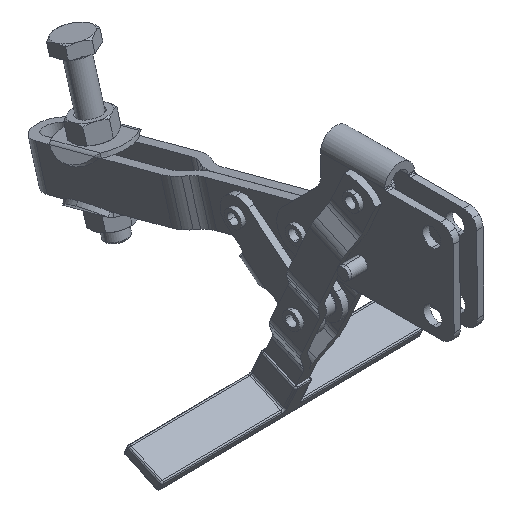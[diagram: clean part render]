
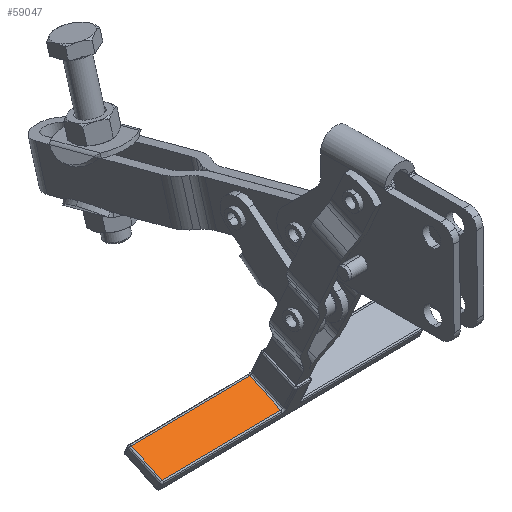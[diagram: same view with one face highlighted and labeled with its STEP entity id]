
A CAD part, isometric view. The second image highlights one B-rep face of the part: STEP entity #59047.
In plain terms, the highlighted planar face has unit normal (-0.011, -0.416, 0.909).
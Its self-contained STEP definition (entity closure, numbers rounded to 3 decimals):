
#101=CARTESIAN_POINT('',(-159.072,6.763,-273.721));
#102=VERTEX_POINT('',#101);
#110=CARTESIAN_POINT('',(-103.576,6.763,-273.027));
#111=VERTEX_POINT('',#110);
#112=CARTESIAN_POINT('',(-159.072,6.763,-273.721));
#113=DIRECTION('',(1.,0.,0.013));
#114=VECTOR('',#113,55.5);
#115=LINE('',#112,#114);
#116=EDGE_CURVE('',#102,#111,#115,.T.);
#223=CARTESIAN_POINT('',(-103.493,-7.783,-279.691));
#224=VERTEX_POINT('',#223);
#232=CARTESIAN_POINT('',(-158.989,-7.783,-280.385));
#233=VERTEX_POINT('',#232);
#234=CARTESIAN_POINT('',(-103.493,-7.783,-279.691));
#235=DIRECTION('',(-1.,0.,-0.013));
#236=VECTOR('',#235,55.5);
#237=LINE('',#234,#236);
#238=EDGE_CURVE('',#224,#233,#237,.T.);
#272=CARTESIAN_POINT('',(-158.989,-7.783,-280.385));
#273=DIRECTION('',(-0.005,0.909,0.416));
#274=VECTOR('',#273,16.);
#275=LINE('',#272,#274);
#276=EDGE_CURVE('',#233,#102,#275,.T.);
#59031=CARTESIAN_POINT('',(-166.735,-8.692,-280.899));
#59032=DIRECTION('',(0.011,0.417,-0.909));
#59033=DIRECTION('',(-1.,0.,-0.013));
#59034=AXIS2_PLACEMENT_3D('',#59031,#59032,#59033);
#59035=PLANE('',#59034);
#59036=ORIENTED_EDGE('',*,*,#238,.F.);
#59037=CARTESIAN_POINT('',(-103.576,6.763,-273.027));
#59038=DIRECTION('',(0.005,-0.909,-0.416));
#59039=VECTOR('',#59038,16.);
#59040=LINE('',#59037,#59039);
#59041=EDGE_CURVE('',#111,#224,#59040,.T.);
#59042=ORIENTED_EDGE('',*,*,#59041,.F.);
#59043=ORIENTED_EDGE('',*,*,#116,.F.);
#59044=ORIENTED_EDGE('',*,*,#276,.F.);
#59045=EDGE_LOOP('',(#59036,#59042,#59043,#59044));
#59046=FACE_OUTER_BOUND('',#59045,.T.);
#59047=ADVANCED_FACE('',(#59046),#59035,.F.);
